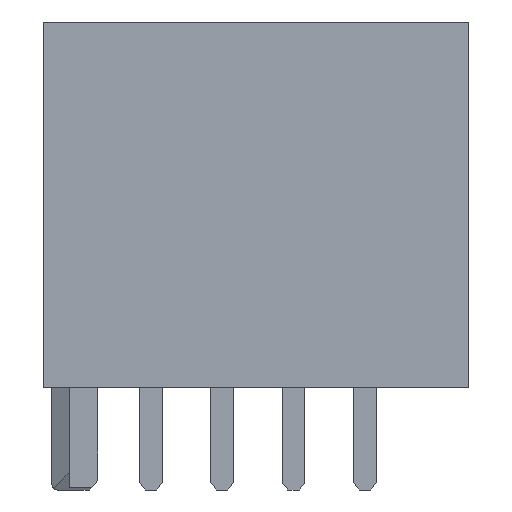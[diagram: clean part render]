
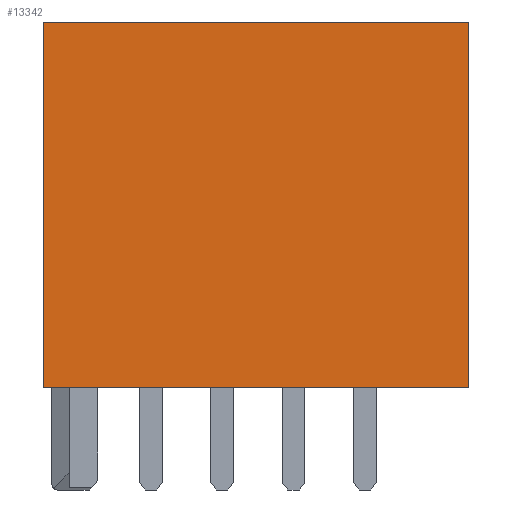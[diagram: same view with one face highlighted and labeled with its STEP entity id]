
A CAD part, left-side view. The second image highlights one B-rep face of the part: STEP entity #13342.
In plain terms, the highlighted planar face has unit normal (-1, 0, 0).
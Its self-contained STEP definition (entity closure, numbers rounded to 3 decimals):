
#1722=ORIENTED_EDGE('',*,*,#3963,.F.);
#1723=ORIENTED_EDGE('',*,*,#4067,.F.);
#1724=ORIENTED_EDGE('',*,*,#3972,.F.);
#1725=ORIENTED_EDGE('',*,*,#3955,.F.);
#3955=EDGE_CURVE('',#5184,#5185,#6304,.T.);
#3963=EDGE_CURVE('',#5190,#5184,#6312,.T.);
#3972=EDGE_CURVE('',#5185,#5195,#6321,.T.);
#4067=EDGE_CURVE('',#5195,#5190,#6416,.T.);
#5184=VERTEX_POINT('',#18466);
#5185=VERTEX_POINT('',#18468);
#5190=VERTEX_POINT('',#18482);
#5195=VERTEX_POINT('',#18503);
#6304=LINE('',#18467,#7681);
#6312=LINE('',#18483,#7689);
#6321=LINE('',#18502,#7698);
#6416=LINE('',#18677,#7793);
#7681=VECTOR('',#15535,1000.);
#7689=VECTOR('',#15547,1000.);
#7698=VECTOR('',#15568,1000.);
#7793=VECTOR('',#15745,1000.);
#8471=EDGE_LOOP('',(#1722,#1723,#1724,#1725));
#8988=FACE_BOUND('',#8471,.T.);
#9471=PLANE('',#13881);
#13342=ADVANCED_FACE('',(#8988),#9471,.F.);
#13881=AXIS2_PLACEMENT_3D('',#18676,#15743,#15744);
#15535=DIRECTION('',(0.,1.,0.));
#15547=DIRECTION('',(0.,0.,-1.));
#15568=DIRECTION('',(0.,0.,1.));
#15743=DIRECTION('',(1.,0.,0.));
#15744=DIRECTION('',(0.,0.,1.));
#15745=DIRECTION('',(0.,-1.,0.));
#18466=CARTESIAN_POINT('',(-11.,-7.45,-6.4));
#18467=CARTESIAN_POINT('',(-11.,-7.45,-6.4));
#18468=CARTESIAN_POINT('',(-11.,7.45,-6.4));
#18482=CARTESIAN_POINT('',(-11.,-7.45,6.4));
#18483=CARTESIAN_POINT('',(-11.,-7.45,6.4));
#18502=CARTESIAN_POINT('',(-11.,7.45,-6.4));
#18503=CARTESIAN_POINT('',(-11.,7.45,6.4));
#18676=CARTESIAN_POINT('',(-11.,0.,0.));
#18677=CARTESIAN_POINT('',(-11.,7.45,6.4));
